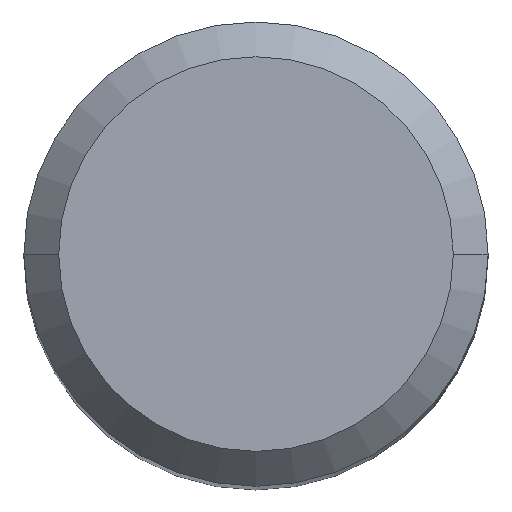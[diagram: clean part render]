
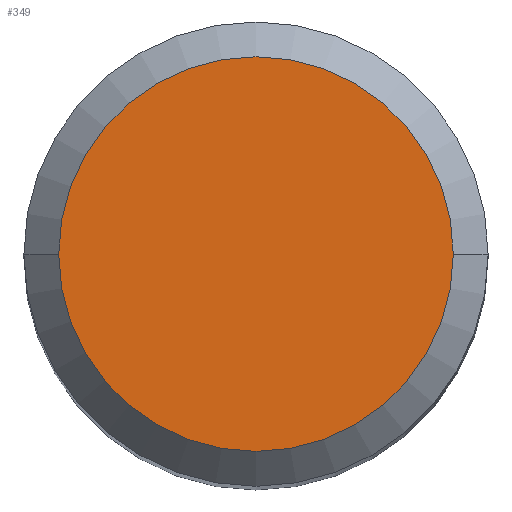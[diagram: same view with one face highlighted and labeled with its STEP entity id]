
A CAD part, top view. The second image highlights one B-rep face of the part: STEP entity #349.
In plain terms, the highlighted planar face has unit normal (0, 0, 1).
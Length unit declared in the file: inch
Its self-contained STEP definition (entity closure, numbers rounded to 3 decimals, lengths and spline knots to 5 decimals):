
#4 = CARTESIAN_POINT ( 'NONE',  ( 0., 0., 0. ) ) ;
#13 = EDGE_CURVE ( 'NONE', #448, #140, #337, .T. ) ;
#16 = AXIS2_PLACEMENT_3D ( 'NONE', #4, #491, #190 ) ;
#35 = DIRECTION ( 'NONE',  ( 1., 0., 0. ) ) ;
#114 = PLANE ( 'NONE',  #16 ) ;
#140 = VERTEX_POINT ( 'NONE', #200 ) ;
#190 = DIRECTION ( 'NONE',  ( -1., 0., 0. ) ) ;
#197 = AXIS2_PLACEMENT_3D ( 'NONE', #258, #373, #35 ) ;
#200 = CARTESIAN_POINT ( 'NONE',  ( 0.13281, 0., 0. ) ) ;
#258 = CARTESIAN_POINT ( 'NONE',  ( 0., 0., 0. ) ) ;
#260 = ORIENTED_EDGE ( 'NONE', *, *, #13, .T. ) ;
#264 = DIRECTION ( 'NONE',  ( 0., 0., 1. ) ) ;
#277 = EDGE_LOOP ( 'NONE', ( #260, #400 ) ) ;
#334 = FACE_OUTER_BOUND ( 'NONE', #277, .T. ) ;
#337 = CIRCLE ( 'NONE', #429, 0.13281 ) ;
#349 = ADVANCED_FACE ( 'NONE', ( #334 ), #114, .F. ) ;
#353 = CARTESIAN_POINT ( 'NONE',  ( -0.13281, 0., 0. ) ) ;
#373 = DIRECTION ( 'NONE',  ( 0., 0., 1. ) ) ;
#378 = EDGE_CURVE ( 'NONE', #140, #448, #430, .T. ) ;
#385 = CARTESIAN_POINT ( 'NONE',  ( 0., 0., 0. ) ) ;
#400 = ORIENTED_EDGE ( 'NONE', *, *, #378, .T. ) ;
#429 = AXIS2_PLACEMENT_3D ( 'NONE', #385, #264, #432 ) ;
#430 = CIRCLE ( 'NONE', #197, 0.13281 ) ;
#432 = DIRECTION ( 'NONE',  ( 1., 0., 0. ) ) ;
#448 = VERTEX_POINT ( 'NONE', #353 ) ;
#491 = DIRECTION ( 'NONE',  ( 0., 0., -1. ) ) ;
